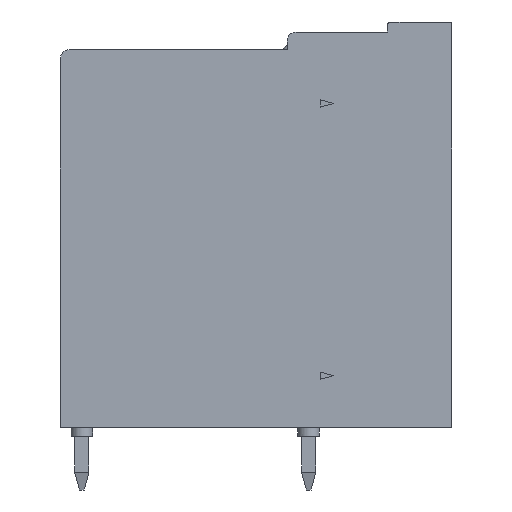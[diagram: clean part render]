
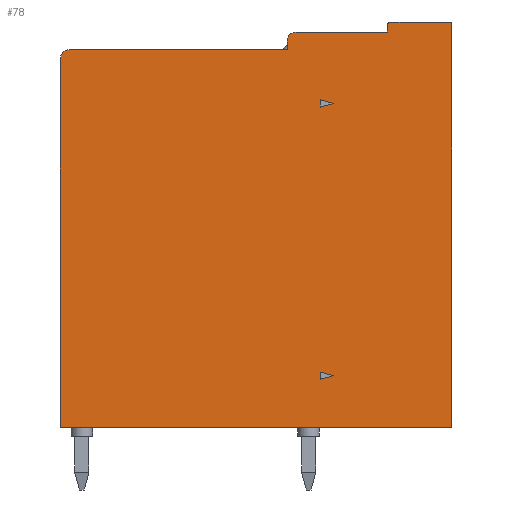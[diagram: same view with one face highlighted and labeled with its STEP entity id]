
A CAD part, left-side view. The second image highlights one B-rep face of the part: STEP entity #78.
In plain terms, the highlighted face is planar.
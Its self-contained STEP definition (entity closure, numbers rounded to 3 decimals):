
#32=FACE_BOUND($,#965,.T.);
#33=FACE_BOUND($,#966,.T.);
#78=ADVANCED_FACE($,(#521,#32,#33),#5525,.T.);
#521=FACE_OUTER_BOUND($,#964,.T.);
#964=EDGE_LOOP($,(#1463,#1464,#1465,#1466,#1467,#1468,#1469,#1470,#1471,
#1472,#1473,#1474));
#965=EDGE_LOOP($,(#1475,#1476,#1477));
#966=EDGE_LOOP($,(#1478,#1479,#1480));
#1463=ORIENTED_EDGE($,*,*,#3653,.T.);
#1464=ORIENTED_EDGE($,*,*,#3654,.T.);
#1465=ORIENTED_EDGE($,*,*,#3655,.T.);
#1466=ORIENTED_EDGE($,*,*,#3656,.T.);
#1467=ORIENTED_EDGE($,*,*,#3657,.T.);
#1468=ORIENTED_EDGE($,*,*,#3658,.T.);
#1469=ORIENTED_EDGE($,*,*,#3659,.T.);
#1470=ORIENTED_EDGE($,*,*,#3660,.T.);
#1471=ORIENTED_EDGE($,*,*,#3661,.T.);
#1472=ORIENTED_EDGE($,*,*,#3662,.T.);
#1473=ORIENTED_EDGE($,*,*,#3663,.T.);
#1474=ORIENTED_EDGE($,*,*,#3664,.T.);
#1475=ORIENTED_EDGE($,*,*,#3667,.T.);
#1476=ORIENTED_EDGE($,*,*,#3665,.T.);
#1477=ORIENTED_EDGE($,*,*,#3666,.T.);
#1478=ORIENTED_EDGE($,*,*,#3670,.T.);
#1479=ORIENTED_EDGE($,*,*,#3668,.T.);
#1480=ORIENTED_EDGE($,*,*,#3669,.T.);
#3653=EDGE_CURVE($,#4748,#4749,#6098,.T.);
#3654=EDGE_CURVE($,#4749,#4750,#5871,.T.);
#3655=EDGE_CURVE($,#4750,#4751,#6099,.T.);
#3656=EDGE_CURVE($,#4751,#4752,#6100,.T.);
#3657=EDGE_CURVE($,#4752,#4753,#5872,.T.);
#3658=EDGE_CURVE($,#4753,#4754,#6101,.T.);
#3659=EDGE_CURVE($,#4754,#4755,#6102,.T.);
#3660=EDGE_CURVE($,#4755,#4756,#6103,.T.);
#3661=EDGE_CURVE($,#4756,#4757,#5873,.T.);
#3662=EDGE_CURVE($,#4757,#4758,#6104,.T.);
#3663=EDGE_CURVE($,#4758,#4759,#5874,.T.);
#3664=EDGE_CURVE($,#4759,#4748,#6105,.T.);
#3665=EDGE_CURVE($,#4760,#4761,#6106,.T.);
#3666=EDGE_CURVE($,#4761,#4762,#6107,.T.);
#3667=EDGE_CURVE($,#4762,#4760,#6108,.T.);
#3668=EDGE_CURVE($,#4763,#4764,#6109,.T.);
#3669=EDGE_CURVE($,#4764,#4765,#6110,.T.);
#3670=EDGE_CURVE($,#4765,#4763,#6111,.T.);
#4748=VERTEX_POINT($,#11430);
#4749=VERTEX_POINT($,#11431);
#4750=VERTEX_POINT($,#11432);
#4751=VERTEX_POINT($,#11433);
#4752=VERTEX_POINT($,#11434);
#4753=VERTEX_POINT($,#11435);
#4754=VERTEX_POINT($,#11436);
#4755=VERTEX_POINT($,#11437);
#4756=VERTEX_POINT($,#11438);
#4757=VERTEX_POINT($,#11439);
#4758=VERTEX_POINT($,#11440);
#4759=VERTEX_POINT($,#11441);
#4760=VERTEX_POINT($,#11442);
#4761=VERTEX_POINT($,#11443);
#4762=VERTEX_POINT($,#11444);
#4763=VERTEX_POINT($,#11445);
#4764=VERTEX_POINT($,#11446);
#4765=VERTEX_POINT($,#11447);
#5525=PLANE($,#7029);
#5871=(
BOUNDED_CURVE()
B_SPLINE_CURVE(2,(#7782,#7783,#7784),.UNSPECIFIED.,.F.,.F.)
B_SPLINE_CURVE_WITH_KNOTS((3,3),(-0.785,0.),.UNSPECIFIED.)
CURVE()
GEOMETRIC_REPRESENTATION_ITEM()
RATIONAL_B_SPLINE_CURVE((1.,0.707,1.))
REPRESENTATION_ITEM($)
);
#5872=(
BOUNDED_CURVE()
B_SPLINE_CURVE(2,(#7789,#7790,#7791),.UNSPECIFIED.,.F.,.F.)
B_SPLINE_CURVE_WITH_KNOTS((3,3),(0.,0.785),.UNSPECIFIED.)
CURVE()
GEOMETRIC_REPRESENTATION_ITEM()
RATIONAL_B_SPLINE_CURVE((1.,0.707,1.))
REPRESENTATION_ITEM($)
);
#5873=(
BOUNDED_CURVE()
B_SPLINE_CURVE(2,(#7798,#7799,#7800),.UNSPECIFIED.,.F.,.F.)
B_SPLINE_CURVE_WITH_KNOTS((3,3),(0.,0.157),.UNSPECIFIED.)
CURVE()
GEOMETRIC_REPRESENTATION_ITEM()
RATIONAL_B_SPLINE_CURVE((1.,0.707,1.))
REPRESENTATION_ITEM($)
);
#5874=(
BOUNDED_CURVE()
B_SPLINE_CURVE(2,(#7803,#7804,#7805),.UNSPECIFIED.,.F.,.F.)
B_SPLINE_CURVE_WITH_KNOTS((3,3),(0.,0.314),.UNSPECIFIED.)
CURVE()
GEOMETRIC_REPRESENTATION_ITEM()
RATIONAL_B_SPLINE_CURVE((1.,0.707,1.))
REPRESENTATION_ITEM($)
);
#6098=B_SPLINE_CURVE_WITH_KNOTS($,1,(#7780,#7781),.UNSPECIFIED.,.F.,.F.,
(2,2),(-5.1,0.),.UNSPECIFIED.);
#6099=B_SPLINE_CURVE_WITH_KNOTS($,1,(#7785,#7786),.UNSPECIFIED.,.F.,.F.,
(2,2),(-0.5,0.),.UNSPECIFIED.);
#6100=B_SPLINE_CURVE_WITH_KNOTS($,1,(#7787,#7788),.UNSPECIFIED.,.F.,.F.,
(2,2),(-12.2,0.),.UNSPECIFIED.);
#6101=B_SPLINE_CURVE_WITH_KNOTS($,1,(#7792,#7793),.UNSPECIFIED.,.F.,.F.,
(2,2),(-20.64,0.),.UNSPECIFIED.);
#6102=B_SPLINE_CURVE_WITH_KNOTS($,1,(#7794,#7795),.UNSPECIFIED.,.F.,.F.,
(2,2),(-21.9,0.),.UNSPECIFIED.);
#6103=B_SPLINE_CURVE_WITH_KNOTS($,1,(#7796,#7797),.UNSPECIFIED.,.F.,.F.,
(2,2),(-22.6,0.),.UNSPECIFIED.);
#6104=B_SPLINE_CURVE_WITH_KNOTS($,1,(#7801,#7802),.UNSPECIFIED.,.F.,.F.,
(2,2),(-3.3,0.),.UNSPECIFIED.);
#6105=B_SPLINE_CURVE_WITH_KNOTS($,1,(#7806,#7807),.UNSPECIFIED.,.F.,.F.,
(2,2),(-0.36,0.),.UNSPECIFIED.);
#6106=B_SPLINE_CURVE_WITH_KNOTS($,1,(#7808,#7809),.UNSPECIFIED.,.F.,.F.,
(2,2),(0.,0.402),.UNSPECIFIED.);
#6107=B_SPLINE_CURVE_WITH_KNOTS($,1,(#7810,#7811),.UNSPECIFIED.,.F.,.F.,
(2,2),(0.,0.776),.UNSPECIFIED.);
#6108=B_SPLINE_CURVE_WITH_KNOTS($,1,(#7812,#7813),.UNSPECIFIED.,.F.,.F.,
(2,2),(0.,0.776),.UNSPECIFIED.);
#6109=B_SPLINE_CURVE_WITH_KNOTS($,1,(#7814,#7815),.UNSPECIFIED.,.F.,.F.,
(2,2),(0.,0.776),.UNSPECIFIED.);
#6110=B_SPLINE_CURVE_WITH_KNOTS($,1,(#7816,#7817),.UNSPECIFIED.,.F.,.F.,
(2,2),(0.,0.402),.UNSPECIFIED.);
#6111=B_SPLINE_CURVE_WITH_KNOTS($,1,(#7818,#7819),.UNSPECIFIED.,.F.,.F.,
(2,2),(0.,0.776),.UNSPECIFIED.);
#7029=AXIS2_PLACEMENT_3D($,#10388,#7385,$);
#7385=DIRECTION($,(0.,0.,1.));
#7780=CARTESIAN_POINT($,(-15.057,73.345,2.6));
#7781=CARTESIAN_POINT($,(-20.157,73.345,2.6));
#7782=CARTESIAN_POINT($,(-20.157,73.345,2.6));
#7783=CARTESIAN_POINT($,(-20.657,73.345,2.6));
#7784=CARTESIAN_POINT($,(-20.657,72.845,2.6));
#7785=CARTESIAN_POINT($,(-20.657,72.845,2.6));
#7786=CARTESIAN_POINT($,(-20.657,72.345,2.6));
#7787=CARTESIAN_POINT($,(-20.657,72.345,2.6));
#7788=CARTESIAN_POINT($,(-32.857,72.345,2.6));
#7789=CARTESIAN_POINT($,(-32.857,72.345,2.6));
#7790=CARTESIAN_POINT($,(-33.357,72.345,2.6));
#7791=CARTESIAN_POINT($,(-33.357,71.845,2.6));
#7792=CARTESIAN_POINT($,(-33.357,71.845,2.6));
#7793=CARTESIAN_POINT($,(-33.357,51.205,2.6));
#7794=CARTESIAN_POINT($,(-33.357,51.205,2.6));
#7795=CARTESIAN_POINT($,(-11.457,51.205,2.6));
#7796=CARTESIAN_POINT($,(-11.457,51.205,2.6));
#7797=CARTESIAN_POINT($,(-11.457,73.805,2.6));
#7798=CARTESIAN_POINT($,(-11.457,73.805,2.6));
#7799=CARTESIAN_POINT($,(-11.457,73.905,2.6));
#7800=CARTESIAN_POINT($,(-11.557,73.905,2.6));
#7801=CARTESIAN_POINT($,(-11.557,73.905,2.6));
#7802=CARTESIAN_POINT($,(-14.857,73.905,2.6));
#7803=CARTESIAN_POINT($,(-14.857,73.905,2.6));
#7804=CARTESIAN_POINT($,(-15.057,73.905,2.6));
#7805=CARTESIAN_POINT($,(-15.057,73.705,2.6));
#7806=CARTESIAN_POINT($,(-15.057,73.705,2.6));
#7807=CARTESIAN_POINT($,(-15.057,73.345,2.6));
#7808=CARTESIAN_POINT($,(-18.807,69.144,2.6));
#7809=CARTESIAN_POINT($,(-18.807,69.546,2.6));
#7810=CARTESIAN_POINT($,(-18.807,69.546,2.6));
#7811=CARTESIAN_POINT($,(-18.057,69.345,2.6));
#7812=CARTESIAN_POINT($,(-18.057,69.345,2.6));
#7813=CARTESIAN_POINT($,(-18.807,69.144,2.6));
#7814=CARTESIAN_POINT($,(-18.057,54.105,2.6));
#7815=CARTESIAN_POINT($,(-18.807,53.904,2.6));
#7816=CARTESIAN_POINT($,(-18.807,53.904,2.6));
#7817=CARTESIAN_POINT($,(-18.807,54.306,2.6));
#7818=CARTESIAN_POINT($,(-18.807,54.306,2.6));
#7819=CARTESIAN_POINT($,(-18.057,54.105,2.6));
#10388=CARTESIAN_POINT($,(-33.357,51.205,2.6));
#11430=CARTESIAN_POINT($,(-15.057,73.345,2.6));
#11431=CARTESIAN_POINT($,(-20.157,73.345,2.6));
#11432=CARTESIAN_POINT($,(-20.657,72.845,2.6));
#11433=CARTESIAN_POINT($,(-20.657,72.345,2.6));
#11434=CARTESIAN_POINT($,(-32.857,72.345,2.6));
#11435=CARTESIAN_POINT($,(-33.357,71.845,2.6));
#11436=CARTESIAN_POINT($,(-33.357,51.205,2.6));
#11437=CARTESIAN_POINT($,(-11.457,51.205,2.6));
#11438=CARTESIAN_POINT($,(-11.457,73.805,2.6));
#11439=CARTESIAN_POINT($,(-11.557,73.905,2.6));
#11440=CARTESIAN_POINT($,(-14.857,73.905,2.6));
#11441=CARTESIAN_POINT($,(-15.057,73.705,2.6));
#11442=CARTESIAN_POINT($,(-18.807,69.144,2.6));
#11443=CARTESIAN_POINT($,(-18.807,69.546,2.6));
#11444=CARTESIAN_POINT($,(-18.057,69.345,2.6));
#11445=CARTESIAN_POINT($,(-18.057,54.105,2.6));
#11446=CARTESIAN_POINT($,(-18.807,53.904,2.6));
#11447=CARTESIAN_POINT($,(-18.807,54.306,2.6));
